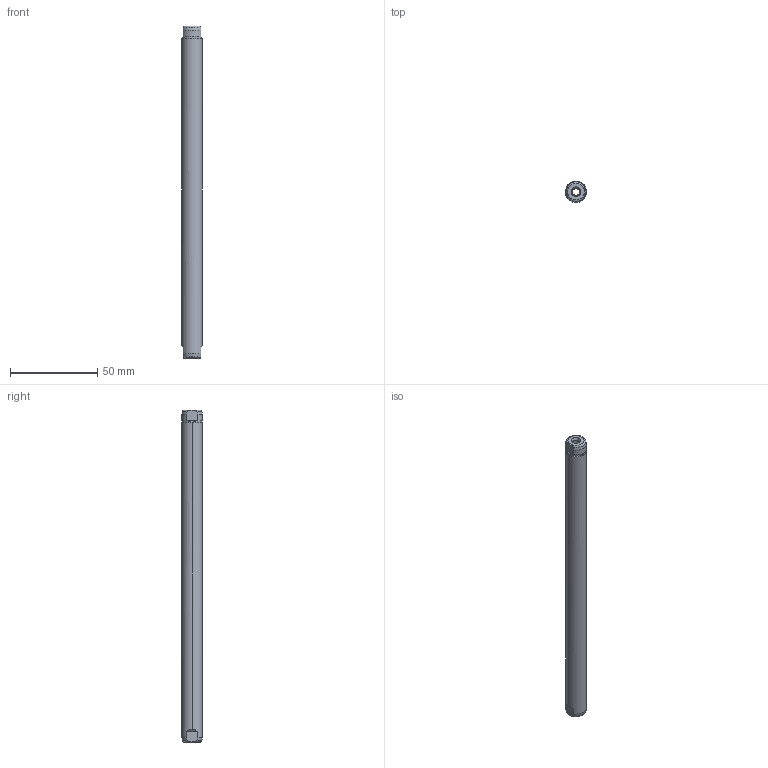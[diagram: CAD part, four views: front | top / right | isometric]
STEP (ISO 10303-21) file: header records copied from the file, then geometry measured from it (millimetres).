
FILE_DESCRIPTION (( 'STEP AP214' ), '1' );
FILE_NAME ('PL01-12X190!140-L.STEP', '2012-01-26T12:50:35', ( '' ), ( '' ), 'SwSTEP 2.0', 'SolidWorks 2010', '' );
FILE_SCHEMA (( 'AUTOMOTIVE_DESIGN' ));
Length unit declared in the file: millimetre
Products named in the file (1): PL01-12X190!140-L
Bounding box: 12 x 12 x 190 mm (x, y, z)
Volume: 18682.7 mm3; surface area: 9807.9 mm2
Topology: 1 solids, 1 shells, 33 faces, 86 edges, 56 vertices
Faces by surface type: plane 13, cone 8, cylinder 8, torus 4
Entity records: 1184 total; most frequent: CARTESIAN_POINT 348, ORIENTED_EDGE 172, DIRECTION 158, EDGE_CURVE 86, AXIS2_PLACEMENT_3D 66, VERTEX_POINT 56, EDGE_LOOP 36, FACE_OUTER_BOUND 33
